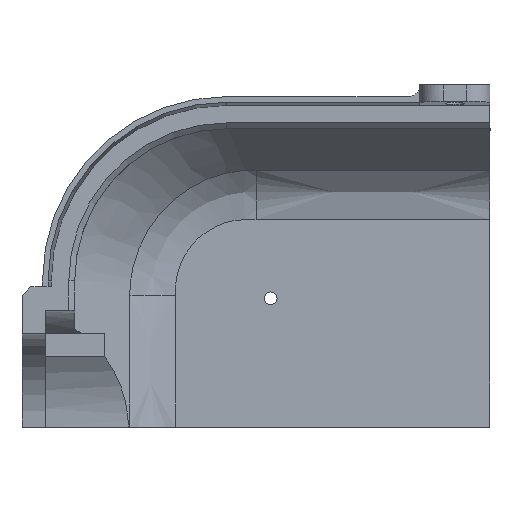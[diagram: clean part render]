
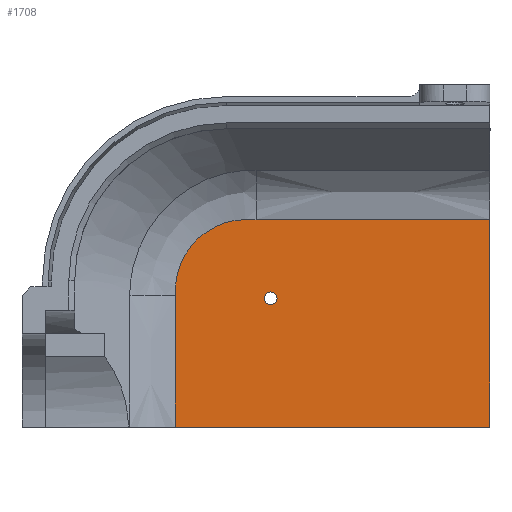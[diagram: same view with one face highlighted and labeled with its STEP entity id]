
A CAD part, front view. The second image highlights one B-rep face of the part: STEP entity #1708.
In plain terms, the highlighted planar face has unit normal (0, -1, 0).
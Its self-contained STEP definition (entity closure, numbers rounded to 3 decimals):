
#121 = DIRECTION ( 'NONE',  ( 1., 0., 0. ) ) ;
#122 = FACE_OUTER_BOUND ( 'NONE', #1561, .T. ) ;
#138 = DIRECTION ( 'NONE',  ( 0., -1., 0. ) ) ;
#164 = DIRECTION ( 'NONE',  ( 0., 0., -1. ) ) ;
#219 = DIRECTION ( 'NONE',  ( 0., -1., 0. ) ) ;
#228 = CARTESIAN_POINT ( 'NONE',  ( -37.5, 56., 20.9 ) ) ;
#242 = B_SPLINE_CURVE_WITH_KNOTS ( 'NONE', 3,
 ( #2609, #445, #935, #2653 ),
 .UNSPECIFIED., .F., .F.,
 ( 4, 4 ),
 ( 0.022, 0.045 ),
 .UNSPECIFIED. ) ;
#254 = CARTESIAN_POINT ( 'NONE',  ( -44.476, 56., 35.163 ) ) ;
#273 = CARTESIAN_POINT ( 'NONE',  ( -51.143, 56., 30.868 ) ) ;
#359 = ORIENTED_EDGE ( 'NONE', *, *, #502, .F. ) ;
#367 = CARTESIAN_POINT ( 'NONE',  ( 0., 56., 0. ) ) ;
#410 = EDGE_CURVE ( 'NONE', #2324, #572, #2750, .T. ) ;
#412 = CARTESIAN_POINT ( 'NONE',  ( -37.5, 56., 23.1 ) ) ;
#429 = CARTESIAN_POINT ( 'NONE',  ( -53.749, 56., 24.294 ) ) ;
#445 = CARTESIAN_POINT ( 'NONE',  ( -53.787, 56., 7.5 ) ) ;
#463 = EDGE_LOOP ( 'NONE', ( #359, #2820 ) ) ;
#478 = CARTESIAN_POINT ( 'NONE',  ( 0., 56., 35.474 ) ) ;
#489 = CARTESIAN_POINT ( 'NONE',  ( -52.168, 56., 29.393 ) ) ;
#502 = EDGE_CURVE ( 'NONE', #2655, #1859, #2389, .T. ) ;
#507 = CARTESIAN_POINT ( 'NONE',  ( -47.005, 56., 34.27 ) ) ;
#524 = CARTESIAN_POINT ( 'NONE',  ( -41.573, 56., 35.474 ) ) ;
#530 = AXIS2_PLACEMENT_3D ( 'NONE', #1553, #1567, #2240 ) ;
#572 = VERTEX_POINT ( 'NONE', #367 ) ;
#596 = VERTEX_POINT ( 'NONE', #2064 ) ;
#725 = CARTESIAN_POINT ( 'NONE',  ( -53.225, 56., 26.923 ) ) ;
#741 = CARTESIAN_POINT ( 'NONE',  ( -42.246, 56., 35.468 ) ) ;
#750 = EDGE_CURVE ( 'NONE', #1059, #2861, #1896, .T. ) ;
#759 = CARTESIAN_POINT ( 'NONE',  ( -52.584, 56., 28.605 ) ) ;
#897 = CARTESIAN_POINT ( 'NONE',  ( -53.787, 56., 22.725 ) ) ;
#935 = CARTESIAN_POINT ( 'NONE',  ( -53.787, 56., 15. ) ) ;
#958 = CARTESIAN_POINT ( 'NONE',  ( -53.787, 56., 0. ) ) ;
#959 = DIRECTION ( 'NONE',  ( 0., 0., -1. ) ) ;
#963 = CARTESIAN_POINT ( 'NONE',  ( -40.899, 56., 35.474 ) ) ;
#979 = VECTOR ( 'NONE', #1959, 1000. ) ;
#980 = CARTESIAN_POINT ( 'NONE',  ( -51.417, 56., 30.506 ) ) ;
#998 = CARTESIAN_POINT ( 'NONE',  ( -53.464, 56., 26.055 ) ) ;
#1026 = AXIS2_PLACEMENT_3D ( 'NONE', #2547, #138, #164 ) ;
#1059 = VERTEX_POINT ( 'NONE', #1732 ) ;
#1063 = EDGE_CURVE ( 'NONE', #596, #572, #1976, .T. ) ;
#1138 = CARTESIAN_POINT ( 'NONE',  ( -53.787, 56., 23.399 ) ) ;
#1169 = CARTESIAN_POINT ( 'NONE',  ( -18., 56., 35.474 ) ) ;
#1180 = CARTESIAN_POINT ( 'NONE',  ( -37.5, 56., 22. ) ) ;
#1213 = CARTESIAN_POINT ( 'NONE',  ( -49.601, 56., 32.496 ) ) ;
#1215 = CARTESIAN_POINT ( 'NONE',  ( -25.333, 56., 35.474 ) ) ;
#1232 = CARTESIAN_POINT ( 'NONE',  ( -43.587, 56., 35.341 ) ) ;
#1384 = CIRCLE ( 'NONE', #2848, 1.1 ) ;
#1402 = CARTESIAN_POINT ( 'NONE',  ( -40., 56., 35.474 ) ) ;
#1449 = CARTESIAN_POINT ( 'NONE',  ( -49.26, 56., 32.784 ) ) ;
#1461 = ORIENTED_EDGE ( 'NONE', *, *, #750, .F. ) ;
#1484 = CARTESIAN_POINT ( 'NONE',  ( -41.798, 56., 35.477 ) ) ;
#1553 = CARTESIAN_POINT ( 'NONE',  ( -40., 56., 22.5 ) ) ;
#1561 = EDGE_LOOP ( 'NONE', ( #2611, #1699, #2585, #1995, #1461 ) ) ;
#1567 = DIRECTION ( 'NONE',  ( 0., 1., 0. ) ) ;
#1625 = CARTESIAN_POINT ( 'NONE',  ( -53.787, 56., 22.95 ) ) ;
#1688 = CARTESIAN_POINT ( 'NONE',  ( -53.701, 56., 24.737 ) ) ;
#1699 = ORIENTED_EDGE ( 'NONE', *, *, #410, .T. ) ;
#1704 = CARTESIAN_POINT ( 'NONE',  ( -50.559, 56., 31.556 ) ) ;
#1708 = ADVANCED_FACE ( 'NONE', ( #2720, #122 ), #1802, .F. ) ;
#1721 = CARTESIAN_POINT ( 'NONE',  ( -40.449, 56., 35.474 ) ) ;
#1732 = CARTESIAN_POINT ( 'NONE',  ( -53.787, 56., 22.5 ) ) ;
#1781 = B_SPLINE_CURVE_WITH_KNOTS ( 'NONE', 3,
 ( #1402, #2590, #1215, #1169, #1879, #2387, #478 ),
 .UNSPECIFIED., .F., .F.,
 ( 4, 3, 4 ),
 ( 0., 0.022, 0.04 ),
 .UNSPECIFIED. ) ;
#1802 = PLANE ( 'NONE',  #530 ) ;
#1859 = VERTEX_POINT ( 'NONE', #412 ) ;
#1879 = CARTESIAN_POINT ( 'NONE',  ( -12., 56., 35.474 ) ) ;
#1896 = B_SPLINE_CURVE_WITH_KNOTS ( 'NONE', 3,
 ( #2822, #897, #1625, #1138, #2587, #429, #1688, #2886, #998, #725, #2651, #759, #489, #980, #273, #1704, #2681, #1213, #1449, #2207, #2919, #507, #2415, #1947, #254, #1232, #2904, #2184, #741, #1484, #524, #963, #1721, #1964 ),
 .UNSPECIFIED., .F., .F.,
 ( 4, 2, 2, 2, 2, 2, 2, 2, 2, 2, 2, 2, 2, 2, 2, 2, 4 ),
 ( 0., 0.001, 0.001, 0.003, 0.004, 0.005, 0.008, 0.009, 0.011, 0.012, 0.013, 0.016, 0.017, 0.019, 0.019, 0.02, 0.021 ),
 .UNSPECIFIED. ) ;
#1947 = CARTESIAN_POINT ( 'NONE',  ( -44.912, 56., 35.05 ) ) ;
#1959 = DIRECTION ( 'NONE',  ( 0., 0., -1. ) ) ;
#1964 = CARTESIAN_POINT ( 'NONE',  ( -40., 56., 35.474 ) ) ;
#1976 = LINE ( 'NONE', #2181, #979 ) ;
#1995 = ORIENTED_EDGE ( 'NONE', *, *, #2650, .F. ) ;
#2064 = CARTESIAN_POINT ( 'NONE',  ( 0., 56., 35.474 ) ) ;
#2181 = CARTESIAN_POINT ( 'NONE',  ( 0., 56., 22.5 ) ) ;
#2184 = CARTESIAN_POINT ( 'NONE',  ( -42.47, 56., 35.457 ) ) ;
#2207 = CARTESIAN_POINT ( 'NONE',  ( -48.546, 56., 33.325 ) ) ;
#2240 = DIRECTION ( 'NONE',  ( 0., 0., 1. ) ) ;
#2324 = VERTEX_POINT ( 'NONE', #958 ) ;
#2387 = CARTESIAN_POINT ( 'NONE',  ( -6., 56., 35.474 ) ) ;
#2389 = CIRCLE ( 'NONE', #1026, 1.1 ) ;
#2415 = CARTESIAN_POINT ( 'NONE',  ( -46.19, 56., 34.638 ) ) ;
#2547 = CARTESIAN_POINT ( 'NONE',  ( -37.5, 56., 22. ) ) ;
#2585 = ORIENTED_EDGE ( 'NONE', *, *, #1063, .F. ) ;
#2587 = CARTESIAN_POINT ( 'NONE',  ( -53.783, 56., 23.624 ) ) ;
#2590 = CARTESIAN_POINT ( 'NONE',  ( -32.667, 56., 35.474 ) ) ;
#2609 = CARTESIAN_POINT ( 'NONE',  ( -53.787, 56., 0. ) ) ;
#2611 = ORIENTED_EDGE ( 'NONE', *, *, #2613, .F. ) ;
#2613 = EDGE_CURVE ( 'NONE', #2324, #1059, #242, .T. ) ;
#2650 = EDGE_CURVE ( 'NONE', #2861, #596, #1781, .T. ) ;
#2651 = CARTESIAN_POINT ( 'NONE',  ( -53.08, 56., 27.355 ) ) ;
#2653 = CARTESIAN_POINT ( 'NONE',  ( -53.787, 56., 22.5 ) ) ;
#2655 = VERTEX_POINT ( 'NONE', #228 ) ;
#2681 = CARTESIAN_POINT ( 'NONE',  ( -50.251, 56., 31.882 ) ) ;
#2720 = FACE_BOUND ( 'NONE', #463, .T. ) ;
#2750 = LINE ( 'NONE', #2763, #2942 ) ;
#2763 = CARTESIAN_POINT ( 'NONE',  ( -40., 56., 0. ) ) ;
#2820 = ORIENTED_EDGE ( 'NONE', *, *, #2931, .F. ) ;
#2822 = CARTESIAN_POINT ( 'NONE',  ( -53.787, 56., 22.5 ) ) ;
#2848 = AXIS2_PLACEMENT_3D ( 'NONE', #1180, #219, #959 ) ;
#2861 = VERTEX_POINT ( 'NONE', #3065 ) ;
#2886 = CARTESIAN_POINT ( 'NONE',  ( -53.559, 56., 25.618 ) ) ;
#2904 = CARTESIAN_POINT ( 'NONE',  ( -43.141, 56., 35.403 ) ) ;
#2919 = CARTESIAN_POINT ( 'NONE',  ( -48.171, 56., 33.577 ) ) ;
#2931 = EDGE_CURVE ( 'NONE', #1859, #2655, #1384, .T. ) ;
#2942 = VECTOR ( 'NONE', #121, 1000. ) ;
#3065 = CARTESIAN_POINT ( 'NONE',  ( -40., 56., 35.474 ) ) ;
